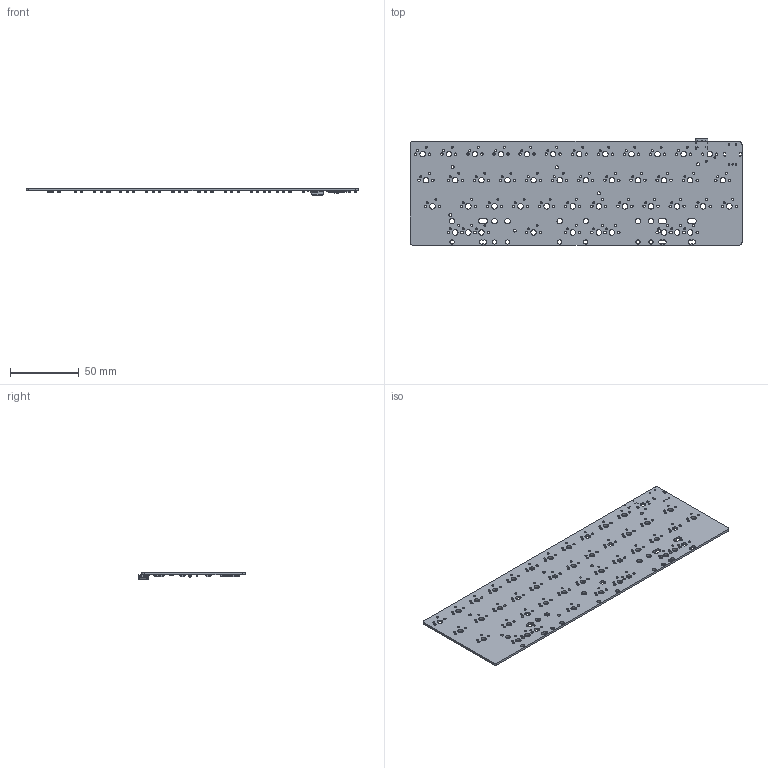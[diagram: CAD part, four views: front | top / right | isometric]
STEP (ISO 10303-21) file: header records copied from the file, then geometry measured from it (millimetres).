
FILE_DESCRIPTION(('KiCad electronic assembly'),'2;1');
FILE_NAME('PowerVan.step','2025-03-09T16:46:27',('Pcbnew'),('Kicad'), 'Open CASCADE STEP processor 7.8','KiCad to STEP converter','Unknown' );
FILE_SCHEMA(('AUTOMOTIVE_DESIGN { 1 0 10303 214 1 1 1 1 }'));
Length unit declared in the file: millimetre
Products named in the file (18): PowerVan 1; D_SOD-123; D_SOD_123; CON_TYPE-C-31-M-12; CON_TYPE-C-31-M-12 v3; C_0603_1608Metric; R_0603_1608Metric; Fuse_1206_3216Metric; SOT-143; SOT_143; LQFP-48_7x7mm_P0.5mm; LQFP_48_7x7mm_P05mm; SOT-23-5; SOT_23_5; _autosave-PowerVan_PCB
Assembly tree (68 placements, depth 3):
  PowerVan 1
    D_SOD-123  x43
      D_SOD_123
    CON_TYPE-C-31-M-12
      CON_TYPE-C-31-M-12 v3
    C_0603_1608Metric  x8
      C_0603_1608Metric
    R_0603_1608Metric  x3
      R_0603_1608Metric
    Fuse_1206_3216Metric
      Fuse_1206_3216Metric
    SOT-143
      SOT_143
    LQFP-48_7x7mm_P0.5mm
      LQFP_48_7x7mm_P05mm
    SOT-23-5
      SOT_23_5
    _autosave-PowerVan_PCB
Bounding box: 242.36 x 77.57 x 4.85 mm (x, y, z)
Volume: 27767.1 mm3; surface area: 39865.9 mm2
Topology: 63 solids, 63 shells, 5072 faces, 12543 edges, 7632 vertices
Faces by surface type: plane 2573, bspline 1255, cylinder 1180, sphere 32, torus 26, cone 6
Full cylindrical faces by diameter (mm): 0.5 x3, 0.65 x2, 1 x5, 1.47 x91, 1.75 x82, 2.2 x6, 3.048 x7, 3.988 x53
Entity records: 73996 total; most frequent: CARTESIAN_POINT 14315, ORIENTED_EDGE 10638, DIRECTION 10529, EDGE_CURVE 5319, LINE 3625, VECTOR 3625, AXIS2_PLACEMENT_3D 3452, VERTEX_POINT 3344
